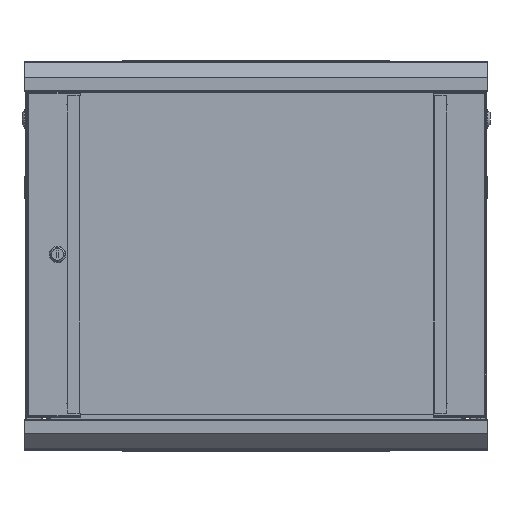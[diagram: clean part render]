
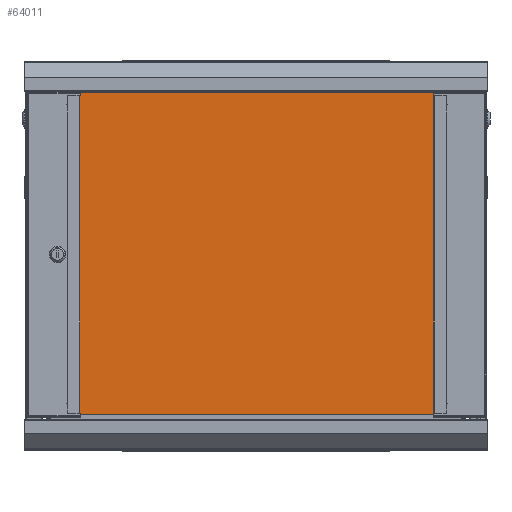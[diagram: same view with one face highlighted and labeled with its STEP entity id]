
A CAD part, top view. The second image highlights one B-rep face of the part: STEP entity #64011.
In plain terms, the highlighted planar face has unit normal (0, 0, 1).
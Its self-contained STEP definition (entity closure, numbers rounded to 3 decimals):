
#8793 = CARTESIAN_POINT ( 'NONE',  ( 245.5, -208.25, 5. ) ) ;
#10429 = LINE ( 'NONE', #38101, #11586 ) ;
#11330 = FACE_OUTER_BOUND ( 'NONE', #88953, .T. ) ;
#11586 = VECTOR ( 'NONE', #85280, 1000. ) ;
#12576 = VERTEX_POINT ( 'NONE', #8793 ) ;
#15191 = VERTEX_POINT ( 'NONE', #39633 ) ;
#17276 = CARTESIAN_POINT ( 'NONE',  ( 245.5, 208.25, 5. ) ) ;
#18408 = CARTESIAN_POINT ( 'NONE',  ( 245.5, 208.25, 5. ) ) ;
#19978 = CARTESIAN_POINT ( 'NONE',  ( -245.5, 208.25, 5. ) ) ;
#23076 = EDGE_CURVE ( 'NONE', #88924, #12576, #25624, .T. ) ;
#24269 = CARTESIAN_POINT ( 'NONE',  ( 245.5, -208.25, 5. ) ) ;
#24508 = PLANE ( 'NONE',  #43769 ) ;
#25624 = LINE ( 'NONE', #18408, #80818 ) ;
#38101 = CARTESIAN_POINT ( 'NONE',  ( 245.5, 208.25, 5. ) ) ;
#38106 = ORIENTED_EDGE ( 'NONE', *, *, #23076, .F. ) ;
#38567 = DIRECTION ( 'NONE',  ( 0., 0., -1. ) ) ;
#39633 = CARTESIAN_POINT ( 'NONE',  ( -245.5, -208.25, 5. ) ) ;
#40098 = CARTESIAN_POINT ( 'NONE',  ( 245.5, 208.25, 5. ) ) ;
#42833 = VERTEX_POINT ( 'NONE', #84485 ) ;
#43769 = AXIS2_PLACEMENT_3D ( 'NONE', #17276, #38567, #52593 ) ;
#44384 = VECTOR ( 'NONE', #55337, 1000. ) ;
#47484 = ORIENTED_EDGE ( 'NONE', *, *, #66626, .F. ) ;
#51969 = DIRECTION ( 'NONE',  ( -1., 0., 0. ) ) ;
#52465 = ORIENTED_EDGE ( 'NONE', *, *, #61541, .F. ) ;
#52593 = DIRECTION ( 'NONE',  ( -1., 0., 0. ) ) ;
#53304 = DIRECTION ( 'NONE',  ( 0., -1., 0. ) ) ;
#54435 = LINE ( 'NONE', #19978, #44384 ) ;
#55337 = DIRECTION ( 'NONE',  ( 0., 1., 0. ) ) ;
#61541 = EDGE_CURVE ( 'NONE', #42833, #88924, #10429, .T. ) ;
#63362 = EDGE_CURVE ( 'NONE', #12576, #15191, #65529, .T. ) ;
#64011 = ADVANCED_FACE ( 'NONE', ( #11330 ), #24508, .F. ) ;
#65529 = LINE ( 'NONE', #24269, #82865 ) ;
#66626 = EDGE_CURVE ( 'NONE', #15191, #42833, #54435, .T. ) ;
#80818 = VECTOR ( 'NONE', #53304, 1000. ) ;
#82865 = VECTOR ( 'NONE', #51969, 1000. ) ;
#84485 = CARTESIAN_POINT ( 'NONE',  ( -245.5, 208.25, 5. ) ) ;
#85280 = DIRECTION ( 'NONE',  ( 1., 0., 0. ) ) ;
#88806 = ORIENTED_EDGE ( 'NONE', *, *, #63362, .F. ) ;
#88924 = VERTEX_POINT ( 'NONE', #40098 ) ;
#88953 = EDGE_LOOP ( 'NONE', ( #52465, #47484, #88806, #38106 ) ) ;
